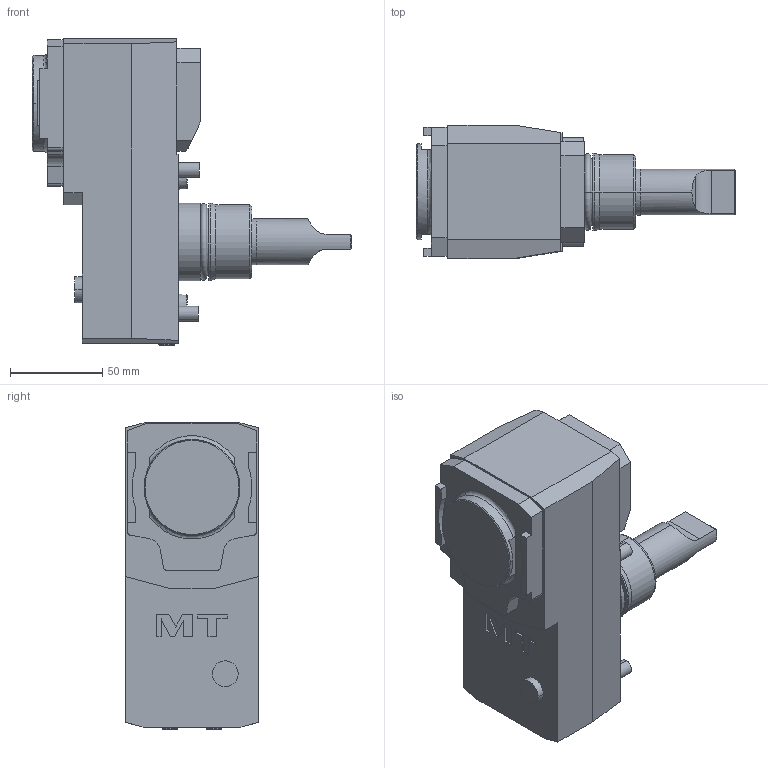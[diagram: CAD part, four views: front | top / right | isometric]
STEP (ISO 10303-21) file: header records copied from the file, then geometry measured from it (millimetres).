
FILE_DESCRIPTION((''),'2;1');
FILE_NAME('MNZ0870425_CONF','2024-12-20T09:00:08',('fpalella'),('M.T. srl'),'CREO PARAMETRIC BY PTC INC, 2023352','CREO PARAMETRIC BY PTC INC, 2023352','');
FILE_SCHEMA(('CONFIG_CONTROL_DESIGN'));
Length unit declared in the file: millimetre
Products named in the file (1): MNZ0870425_CONF
Bounding box: 173 x 72 x 166 mm (x, y, z)
Volume: 832067.1 mm3; surface area: 71200.2 mm2
Topology: 1 solids, 1 shells, 181 faces, 437 edges, 282 vertices
Faces by surface type: plane 103, cylinder 50, torus 14, cone 12, extrusion 2
Entity records: 5683 total; most frequent: CARTESIAN_POINT 1330, DIRECTION 907, ORIENTED_EDGE 874, EDGE_CURVE 437, AXIS2_PLACEMENT_3D 311, VECTOR 285, LINE 283, VERTEX_POINT 282
